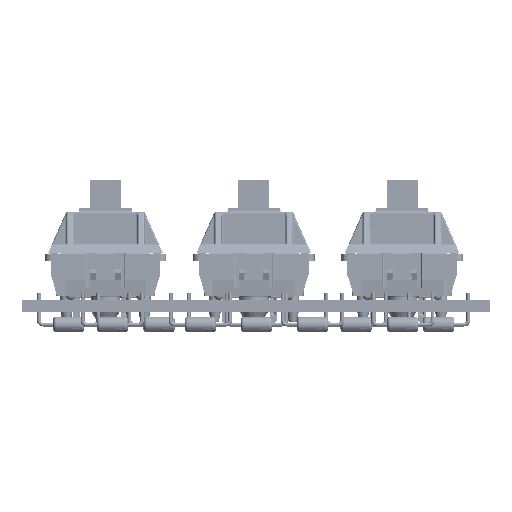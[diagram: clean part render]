
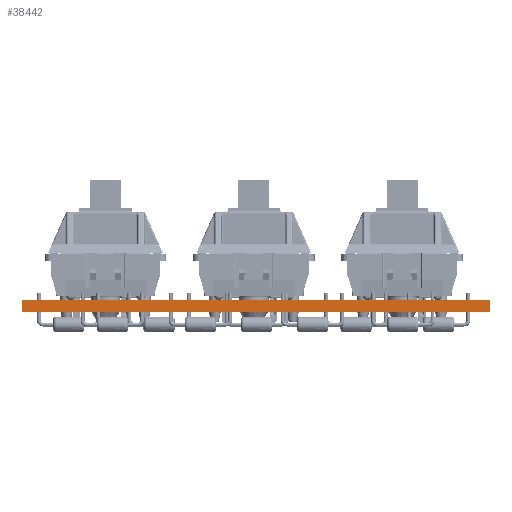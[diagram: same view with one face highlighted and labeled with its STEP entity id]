
A CAD part, front view. The second image highlights one B-rep face of the part: STEP entity #38442.
In plain terms, the highlighted planar face has unit normal (0, -1, 0).
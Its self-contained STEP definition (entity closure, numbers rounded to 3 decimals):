
#38442 = ADVANCED_FACE('',(#38443),#38477,.T.);
#38443 = FACE_BOUND('',#38444,.T.);
#38444 = EDGE_LOOP('',(#38445,#38455,#38463,#38471));
#38445 = ORIENTED_EDGE('',*,*,#38446,.T.);
#38446 = EDGE_CURVE('',#38447,#38449,#38451,.T.);
#38447 = VERTEX_POINT('',#38448);
#38448 = CARTESIAN_POINT('',(161.9,-165.6,0.));
#38449 = VERTEX_POINT('',#38450);
#38450 = CARTESIAN_POINT('',(161.9,-165.6,1.51));
#38451 = LINE('',#38452,#38453);
#38452 = CARTESIAN_POINT('',(161.9,-165.6,0.));
#38453 = VECTOR('',#38454,1.);
#38454 = DIRECTION('',(0.,0.,1.));
#38455 = ORIENTED_EDGE('',*,*,#38456,.T.);
#38456 = EDGE_CURVE('',#38449,#38457,#38459,.T.);
#38457 = VERTEX_POINT('',#38458);
#38458 = CARTESIAN_POINT('',(101.8,-165.6,1.51));
#38459 = LINE('',#38460,#38461);
#38460 = CARTESIAN_POINT('',(161.9,-165.6,1.51));
#38461 = VECTOR('',#38462,1.);
#38462 = DIRECTION('',(-1.,0.,0.));
#38463 = ORIENTED_EDGE('',*,*,#38464,.F.);
#38464 = EDGE_CURVE('',#38465,#38457,#38467,.T.);
#38465 = VERTEX_POINT('',#38466);
#38466 = CARTESIAN_POINT('',(101.8,-165.6,0.));
#38467 = LINE('',#38468,#38469);
#38468 = CARTESIAN_POINT('',(101.8,-165.6,0.));
#38469 = VECTOR('',#38470,1.);
#38470 = DIRECTION('',(0.,0.,1.));
#38471 = ORIENTED_EDGE('',*,*,#38472,.F.);
#38472 = EDGE_CURVE('',#38447,#38465,#38473,.T.);
#38473 = LINE('',#38474,#38475);
#38474 = CARTESIAN_POINT('',(161.9,-165.6,0.));
#38475 = VECTOR('',#38476,1.);
#38476 = DIRECTION('',(-1.,0.,0.));
#38477 = PLANE('',#38478);
#38478 = AXIS2_PLACEMENT_3D('',#38479,#38480,#38481);
#38479 = CARTESIAN_POINT('',(161.9,-165.6,0.));
#38480 = DIRECTION('',(0.,-1.,0.));
#38481 = DIRECTION('',(-1.,0.,0.));
